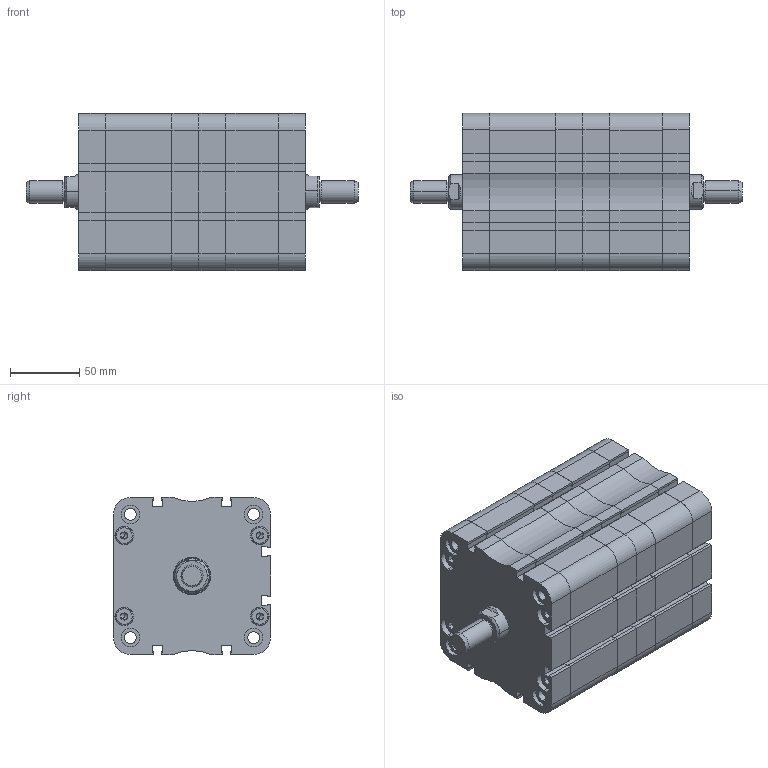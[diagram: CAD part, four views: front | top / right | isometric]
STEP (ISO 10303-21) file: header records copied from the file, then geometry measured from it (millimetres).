
FILE_DESCRIPTION (( 'STEP AP214' ), '1' );
FILE_NAME ('SM_025_100_0010_0020_NP.STEP', '2019-11-25T07:53:04', ( '' ), ( '' ), 'SwSTEP 2.0', 'SolidWorks 2019', '' );
FILE_SCHEMA (( 'AUTOMOTIVE_DESIGN' ));
Length unit declared in the file: millimetre
Products named in the file (25): Pokrywa przód kpl^TANDEM DT_Pokrywa prz¢d kpl - D100; T硂k kpl^TANDEM DT_T坥k kpl - D100; Kopia SMART - U. t³oka luŸna^T³ok kpl_TANDEM DT_U. tˆoka lu«na - D100; Kopia SMART - U. t硂czyska^Pokrywa prz骴 kpl_TANDEM DT_U. t坥czyska - D100; Pokrywa ty³ kpl^TANDEM DT_Pok tyˆ - D100; Tuleja^TANDEM DT_Tuleja - D100; Kopia Tuleja prowadz¹ca^Pokrywa przód kpl_TANDEM DT_Tuleja prowadz¥ca - D100; T³oczysko^TANDEM DT - 2_Tˆoczysko - D100; Kopia Pokrywa prz^Pokrywa prz kpl_TANDEM DT_Smart - Pok prz｢d - D100; Kopia SMART - U. typ Oring - pokrywa^Pokrywa przód kpl_TANDEM DT_U. typ Oring - D100; socket head thin cap screw_din_DIN 7984 - M8 x 25 --- 21.25N; T³oczysko^TANDEM DT_Tˆoczysko - D100; Kopia SMART - U. t³oka S^T³ok kpl_TANDEM DT_U. tˆoka S - D100; Kopia SMART - U. typ Oring - pokrywa^Pokrywa ty³ kpl_TANDEM DT_U. typ Oring - D100; Kopia SMART - U. t³oka wklejana^T³ok kpl_TANDEM DT_U. tˆoka wklejana - D100; Kopia Magnes^T³ok kpl_TANDEM DT_Magnes D100; Kopia Pokrywa ty³^Pokrywa ty³ kpl_TANDEM DT_Smart - Pok tyˆ - D100; Tuleja^TANDEM DT - 2_Tuleja - D100; socket head thin cap screw_din_DIN 7984 - M12 x 35 --- 29.75N; Kopia Pierœcieñ prowadz¹cy^T³ok kpl_TANDEM DT_Pier˜cieä prowadz¥cy D100; SM_025_100_0010_0020_NP; Kopia T硂k^T硂k kpl_TANDEM DT_T坥k - D100
Assembly tree (52 placements, depth 3):
  SM_025_100_0010_0020_NP
    Pokrywa przód kpl^TANDEM DT_Pokrywa prz¢d kpl - D100
      Kopia Pokrywa prz^Pokrywa prz kpl_TANDEM DT_Smart - Pok prz｢d - D100
      Kopia SMART - U. typ Oring - pokrywa^Pokrywa przód kpl_TANDEM DT_U. typ Oring - D100
      Kopia Tuleja prowadz¹ca^Pokrywa przód kpl_TANDEM DT_Tuleja prowadz¥ca - D100
      Kopia SMART - U. t硂czyska^Pokrywa prz骴 kpl_TANDEM DT_U. t坥czyska - D100
    Tuleja^TANDEM DT_Tuleja - D100
    Pokrywa ty³ kpl^TANDEM DT_Pok tyˆ - D100
      Kopia Pokrywa ty³^Pokrywa ty³ kpl_TANDEM DT_Smart - Pok tyˆ - D100
      Kopia SMART - U. typ Oring - pokrywa^Pokrywa ty³ kpl_TANDEM DT_U. typ Oring - D100
    socket head thin cap screw_din_DIN 7984 - M8 x 25 --- 21.25N  x16
    T硂k kpl^TANDEM DT_T坥k kpl - D100
      Kopia T硂k^T硂k kpl_TANDEM DT_T坥k - D100
      Kopia Magnes^T³ok kpl_TANDEM DT_Magnes D100
      Kopia Pierœcieñ prowadz¹cy^T³ok kpl_TANDEM DT_Pier˜cieä prowadz¥cy D100
      Kopia SMART - U. t³oka luŸna^T³ok kpl_TANDEM DT_U. tˆoka lu«na - D100
      Kopia SMART - U. t³oka wklejana^T³ok kpl_TANDEM DT_U. tˆoka wklejana - D100
      Kopia SMART - U. t³oka S^T³ok kpl_TANDEM DT_U. tˆoka S - D100
    socket head thin cap screw_din_DIN 7984 - M12 x 35 --- 29.75N  x2
    T³oczysko^TANDEM DT_Tˆoczysko - D100
    Pokrywa przód kpl^TANDEM DT_Pokrywa prz¢d kpl - D100
      Kopia Pokrywa prz^Pokrywa prz kpl_TANDEM DT_Smart - Pok prz｢d - D100
      Kopia SMART - U. typ Oring - pokrywa^Pokrywa przód kpl_TANDEM DT_U. typ Oring - D100
      Kopia Tuleja prowadz¹ca^Pokrywa przód kpl_TANDEM DT_Tuleja prowadz¥ca - D100
      Kopia SMART - U. t硂czyska^Pokrywa prz骴 kpl_TANDEM DT_U. t坥czyska - D100
    Tuleja^TANDEM DT - 2_Tuleja - D100
    Pokrywa ty³ kpl^TANDEM DT_Pok tyˆ - D100
      Kopia Pokrywa ty³^Pokrywa ty³ kpl_TANDEM DT_Smart - Pok tyˆ - D100
      Kopia SMART - U. typ Oring - pokrywa^Pokrywa ty³ kpl_TANDEM DT_U. typ Oring - D100
    T硂k kpl^TANDEM DT_T坥k kpl - D100
      Kopia T硂k^T硂k kpl_TANDEM DT_T坥k - D100
      Kopia Magnes^T³ok kpl_TANDEM DT_Magnes D100
      Kopia Pierœcieñ prowadz¹cy^T³ok kpl_TANDEM DT_Pier˜cieä prowadz¥cy D100
      Kopia SMART - U. t³oka luŸna^T³ok kpl_TANDEM DT_U. tˆoka lu«na - D100
      Kopia SMART - U. t³oka wklejana^T³ok kpl_TANDEM DT_U. tˆoka wklejana - D100
      Kopia SMART - U. t³oka S^T³ok kpl_TANDEM DT_U. tˆoka S - D100
    T³oczysko^TANDEM DT - 2_Tˆoczysko - D100
Bounding box: 240 x 113.5 x 113.5 mm (x, y, z)
Volume: 1286094.7 mm3; surface area: 524040 mm2
Topology: 48 solids, 48 shells, 2174 faces, 5394 edges, 3466 vertices
Faces by surface type: plane 1138, cylinder 598, bspline 216, cone 150, torus 72
Entity records: 38805 total; most frequent: CARTESIAN_POINT 11895, ORIENTED_EDGE 5360, DIRECTION 5184, EDGE_CURVE 2680, VERTEX_POINT 1762, AXIS2_PLACEMENT_3D 1759, VECTOR 1666, LINE 1666
